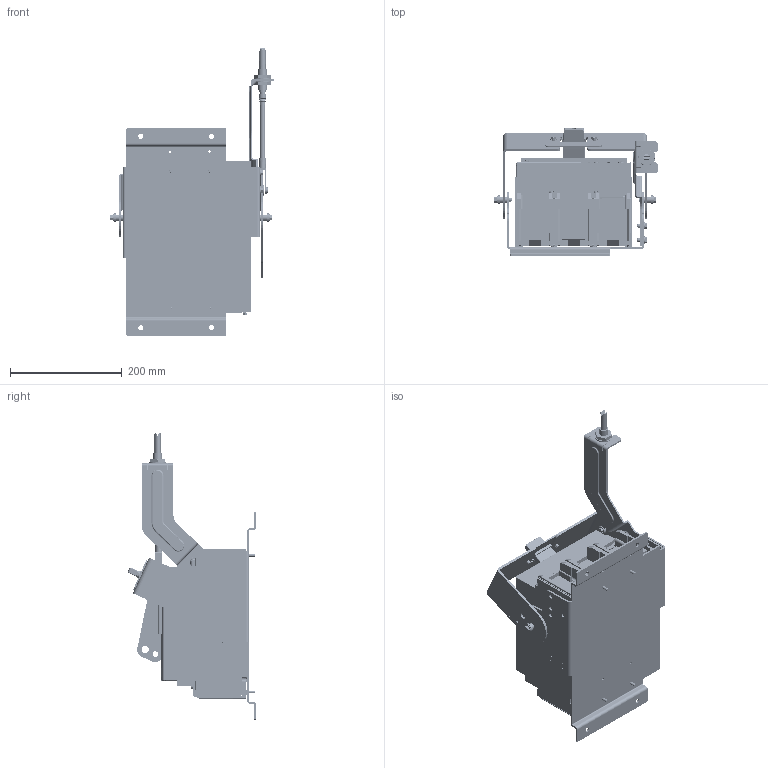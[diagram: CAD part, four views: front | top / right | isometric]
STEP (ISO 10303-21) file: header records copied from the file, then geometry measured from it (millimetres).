
FILE_DESCRIPTION((''),'2;1');
FILE_NAME('2TSE730003P1092','2017-03-09T',('USLAWIL2'),(''),'CREO PARAMETRIC BY PTC INC, 2015290','CREO PARAMETRIC BY PTC INC, 2015290','');
FILE_SCHEMA(('CONFIG_CONTROL_DESIGN'));
Products named in the file (1): 2TSE730003P1092
Bounding box: 292.43 x 230.13 x 514.83 mm (x, y, z)
Surface area: 1275112.5 mm2 (no closed solid volume)
Topology: 0 solids, 6320 shells, 6320 faces, 40255 edges, 40175 vertices
Faces by surface type: plane 3758, cylinder 1230, extrusion 740, torus 313, bspline 154, cone 99, sphere 24, revolution 2
Entity records: 422292 total; most frequent: CARTESIAN_POINT 141178, DIRECTION 48302, VERTEX_POINT 40183, ORIENTED_EDGE 40183, EDGE_CURVE 40183, VECTOR 28992, LINE 28252, AXIS2_PLACEMENT_3D 9654
